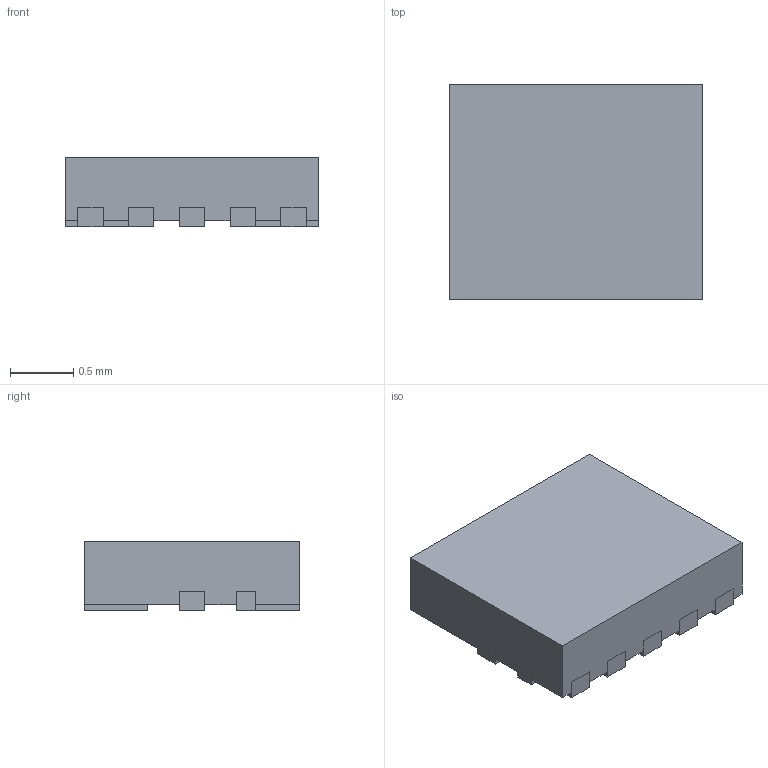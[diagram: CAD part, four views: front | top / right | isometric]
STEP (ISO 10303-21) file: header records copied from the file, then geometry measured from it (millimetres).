
FILE_DESCRIPTION((''),'2;1');
FILE_NAME('RUT0012A_ASM','2016-11-01T',('a0412025'),(''),'CREO PARAMETRIC BY PTC INC, 2016050','CREO PARAMETRIC BY PTC INC, 2016050','');
FILE_SCHEMA(('AUTOMOTIVE_DESIGN { 1 0 10303 214 1 1 1 1 }'));
Length unit declared in the file: millimetre
Products named in the file (4): BODY-SON; FRAME-RUT0012A; PIN1-ID; RUT0012A_ASM
Assembly tree (3 placements, depth 2):
  RUT0012A_ASM
    BODY-SON
    FRAME-RUT0012A
    PIN1-ID
Bounding box: 2 x 1.7 x 0.55 mm (x, y, z)
Volume: 1.8 mm3; surface area: 16.7 mm2
Topology: 13 solids, 13 shells, 130 faces, 312 edges, 208 vertices
Faces by surface type: plane 130
Entity records: 5252 total; most frequent: CARTESIAN_POINT 664, ORIENTED_EDGE 624, DIRECTION 586, PRESENTATION_STYLE_ASSIGNMENT 337, STYLED_ITEM 325, VECTOR 312, LINE 312, CURVE_STYLE 312
